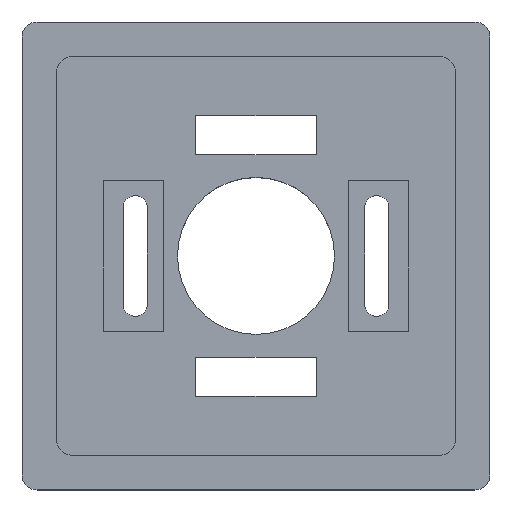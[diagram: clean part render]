
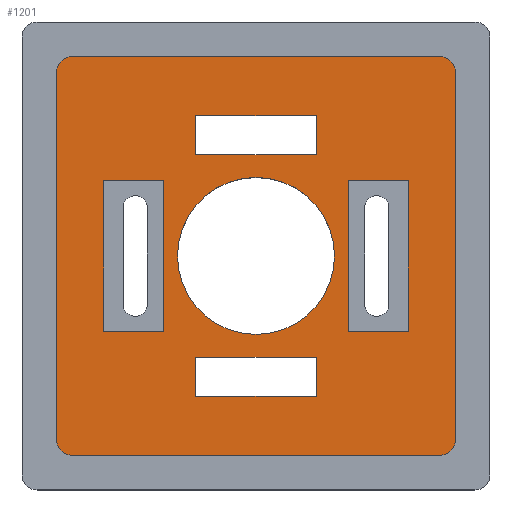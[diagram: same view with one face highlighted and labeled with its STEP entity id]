
A CAD part, top view. The second image highlights one B-rep face of the part: STEP entity #1201.
In plain terms, the highlighted planar face has unit normal (0, 0, 1).
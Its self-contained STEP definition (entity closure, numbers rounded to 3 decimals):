
#74=LINE('',#1796,#202);
#77=LINE('',#1802,#205);
#80=LINE('',#1808,#208);
#81=LINE('',#1810,#209);
#84=LINE('',#1816,#212);
#86=LINE('',#1820,#214);
#88=LINE('',#1824,#216);
#91=LINE('',#1830,#219);
#93=LINE('',#1834,#221);
#98=LINE('',#1845,#226);
#101=LINE('',#1851,#229);
#104=LINE('',#1857,#232);
#106=LINE('',#1860,#234);
#107=LINE('',#1862,#235);
#108=LINE('',#1864,#236);
#110=LINE('',#1867,#238);
#124=LINE('',#1914,#252);
#127=LINE('',#1922,#255);
#130=LINE('',#1930,#258);
#132=LINE('',#1936,#260);
#202=VECTOR('',#1436,1000.);
#205=VECTOR('',#1441,1000.);
#208=VECTOR('',#1446,1000.);
#209=VECTOR('',#1449,1000.);
#212=VECTOR('',#1454,1000.);
#214=VECTOR('',#1458,1000.);
#216=VECTOR('',#1462,1000.);
#219=VECTOR('',#1467,1000.);
#221=VECTOR('',#1471,1000.);
#226=VECTOR('',#1478,1000.);
#229=VECTOR('',#1483,1000.);
#232=VECTOR('',#1488,1000.);
#234=VECTOR('',#1492,1000.);
#235=VECTOR('',#1495,1000.);
#236=VECTOR('',#1498,1000.);
#238=VECTOR('',#1502,1000.);
#252=VECTOR('',#1544,1000.);
#255=VECTOR('',#1553,1000.);
#258=VECTOR('',#1562,1000.);
#260=VECTOR('',#1570,1000.);
#482=ORIENTED_EDGE('',*,*,#758,.T.);
#483=ORIENTED_EDGE('',*,*,#711,.F.);
#484=ORIENTED_EDGE('',*,*,#714,.F.);
#485=ORIENTED_EDGE('',*,*,#717,.F.);
#486=ORIENTED_EDGE('',*,*,#723,.F.);
#487=ORIENTED_EDGE('',*,*,#701,.F.);
#488=ORIENTED_EDGE('',*,*,#704,.F.);
#489=ORIENTED_EDGE('',*,*,#706,.F.);
#490=ORIENTED_EDGE('',*,*,#721,.F.);
#491=ORIENTED_EDGE('',*,*,#694,.F.);
#492=ORIENTED_EDGE('',*,*,#697,.F.);
#493=ORIENTED_EDGE('',*,*,#699,.F.);
#494=ORIENTED_EDGE('',*,*,#720,.F.);
#495=ORIENTED_EDGE('',*,*,#687,.F.);
#496=ORIENTED_EDGE('',*,*,#690,.F.);
#497=ORIENTED_EDGE('',*,*,#693,.F.);
#498=ORIENTED_EDGE('',*,*,#719,.F.);
#499=ORIENTED_EDGE('',*,*,#743,.T.);
#500=ORIENTED_EDGE('',*,*,#746,.T.);
#501=ORIENTED_EDGE('',*,*,#748,.T.);
#502=ORIENTED_EDGE('',*,*,#750,.T.);
#503=ORIENTED_EDGE('',*,*,#752,.T.);
#504=ORIENTED_EDGE('',*,*,#754,.T.);
#505=ORIENTED_EDGE('',*,*,#756,.T.);
#506=ORIENTED_EDGE('',*,*,#757,.T.);
#687=EDGE_CURVE('',#851,#849,#74,.T.);
#690=EDGE_CURVE('',#853,#851,#77,.T.);
#693=EDGE_CURVE('',#855,#853,#80,.T.);
#694=EDGE_CURVE('',#856,#857,#81,.T.);
#697=EDGE_CURVE('',#858,#856,#84,.T.);
#699=EDGE_CURVE('',#859,#858,#86,.T.);
#701=EDGE_CURVE('',#860,#861,#88,.T.);
#704=EDGE_CURVE('',#862,#860,#91,.T.);
#706=EDGE_CURVE('',#863,#862,#93,.T.);
#711=EDGE_CURVE('',#867,#865,#98,.T.);
#714=EDGE_CURVE('',#869,#867,#101,.T.);
#717=EDGE_CURVE('',#871,#869,#104,.T.);
#719=EDGE_CURVE('',#849,#855,#106,.T.);
#720=EDGE_CURVE('',#857,#859,#107,.T.);
#721=EDGE_CURVE('',#861,#863,#108,.T.);
#723=EDGE_CURVE('',#865,#871,#110,.T.);
#743=EDGE_CURVE('',#889,#888,#946,.T.);
#746=EDGE_CURVE('',#888,#890,#124,.T.);
#748=EDGE_CURVE('',#890,#891,#947,.T.);
#750=EDGE_CURVE('',#891,#892,#127,.T.);
#752=EDGE_CURVE('',#892,#893,#948,.T.);
#754=EDGE_CURVE('',#893,#894,#130,.T.);
#756=EDGE_CURVE('',#894,#895,#949,.T.);
#757=EDGE_CURVE('',#895,#889,#132,.T.);
#758=EDGE_CURVE('',#896,#896,#950,.T.);
#849=VERTEX_POINT('',#1791);
#851=VERTEX_POINT('',#1795);
#853=VERTEX_POINT('',#1801);
#855=VERTEX_POINT('',#1807);
#856=VERTEX_POINT('',#1811);
#857=VERTEX_POINT('',#1812);
#858=VERTEX_POINT('',#1817);
#859=VERTEX_POINT('',#1821);
#860=VERTEX_POINT('',#1825);
#861=VERTEX_POINT('',#1826);
#862=VERTEX_POINT('',#1831);
#863=VERTEX_POINT('',#1835);
#865=VERTEX_POINT('',#1840);
#867=VERTEX_POINT('',#1844);
#869=VERTEX_POINT('',#1850);
#871=VERTEX_POINT('',#1856);
#888=VERTEX_POINT('',#1907);
#889=VERTEX_POINT('',#1909);
#890=VERTEX_POINT('',#1913);
#891=VERTEX_POINT('',#1917);
#892=VERTEX_POINT('',#1921);
#893=VERTEX_POINT('',#1925);
#894=VERTEX_POINT('',#1929);
#895=VERTEX_POINT('',#1933);
#896=VERTEX_POINT('',#1939);
#946=CIRCLE('',#1296,0.5);
#947=CIRCLE('',#1299,0.5);
#948=CIRCLE('',#1302,0.5);
#949=CIRCLE('',#1305,0.5);
#950=CIRCLE('',#1308,2.6);
#1005=EDGE_LOOP('',(#482));
#1006=EDGE_LOOP('',(#483,#484,#485,#486));
#1007=EDGE_LOOP('',(#487,#488,#489,#490));
#1008=EDGE_LOOP('',(#491,#492,#493,#494));
#1009=EDGE_LOOP('',(#495,#496,#497,#498));
#1010=EDGE_LOOP('',(#499,#500,#501,#502,#503,#504,#505,#506));
#1085=FACE_BOUND('',#1005,.T.);
#1086=FACE_BOUND('',#1006,.T.);
#1087=FACE_BOUND('',#1007,.T.);
#1088=FACE_BOUND('',#1008,.T.);
#1089=FACE_BOUND('',#1009,.T.);
#1090=FACE_BOUND('',#1010,.T.);
#1150=PLANE('',#1307);
#1201=ADVANCED_FACE('',(#1085,#1086,#1087,#1088,#1089,#1090),#1150,.T.);
#1296=AXIS2_PLACEMENT_3D('',#1908,#1538,#1539);
#1299=AXIS2_PLACEMENT_3D('',#1918,#1548,#1549);
#1302=AXIS2_PLACEMENT_3D('',#1926,#1557,#1558);
#1305=AXIS2_PLACEMENT_3D('',#1934,#1566,#1567);
#1307=AXIS2_PLACEMENT_3D('',#1937,#1571,#1572);
#1308=AXIS2_PLACEMENT_3D('',#1938,#1573,#1574);
#1436=DIRECTION('',(0.,-1.,0.));
#1441=DIRECTION('',(-1.,0.,0.));
#1446=DIRECTION('',(0.,1.,0.));
#1449=DIRECTION('',(-1.,0.,0.));
#1454=DIRECTION('',(0.,1.,0.));
#1458=DIRECTION('',(1.,0.,0.));
#1462=DIRECTION('',(0.,-1.,0.));
#1467=DIRECTION('',(-1.,0.,0.));
#1471=DIRECTION('',(0.,1.,0.));
#1478=DIRECTION('',(0.,-1.,0.));
#1483=DIRECTION('',(-1.,0.,0.));
#1488=DIRECTION('',(0.,1.,0.));
#1492=DIRECTION('',(1.,0.,0.));
#1495=DIRECTION('',(0.,-1.,0.));
#1498=DIRECTION('',(1.,0.,0.));
#1502=DIRECTION('',(1.,0.,0.));
#1538=DIRECTION('',(0.,0.,1.));
#1539=DIRECTION('',(1.,0.,0.));
#1544=DIRECTION('',(0.,-1.,0.));
#1548=DIRECTION('',(0.,0.,1.));
#1549=DIRECTION('',(1.,0.,0.));
#1553=DIRECTION('',(1.,0.,0.));
#1557=DIRECTION('',(0.,0.,1.));
#1558=DIRECTION('',(1.,0.,0.));
#1562=DIRECTION('',(0.,1.,0.));
#1566=DIRECTION('',(0.,0.,1.));
#1567=DIRECTION('',(1.,0.,0.));
#1570=DIRECTION('',(-1.,0.,0.));
#1571=DIRECTION('',(0.,0.,1.));
#1572=DIRECTION('',(1.,0.,0.));
#1573=DIRECTION('',(0.,0.,-1.));
#1574=DIRECTION('',(-1.,0.,0.));
#1791=CARTESIAN_POINT('',(3.05,-2.5,0.5));
#1795=CARTESIAN_POINT('',(3.05,2.5,0.5));
#1796=CARTESIAN_POINT('',(3.05,2.5,0.5));
#1801=CARTESIAN_POINT('',(5.05,2.5,0.5));
#1802=CARTESIAN_POINT('',(5.05,2.5,0.5));
#1807=CARTESIAN_POINT('',(5.05,-2.5,0.5));
#1808=CARTESIAN_POINT('',(5.05,-2.5,0.5));
#1810=CARTESIAN_POINT('',(2.,4.65,0.5));
#1811=CARTESIAN_POINT('',(2.,4.65,0.5));
#1812=CARTESIAN_POINT('',(-2.,4.65,0.5));
#1816=CARTESIAN_POINT('',(2.,3.35,0.5));
#1817=CARTESIAN_POINT('',(2.,3.35,0.5));
#1820=CARTESIAN_POINT('',(-2.,3.35,0.5));
#1821=CARTESIAN_POINT('',(-2.,3.35,0.5));
#1824=CARTESIAN_POINT('',(-2.,-3.35,0.5));
#1825=CARTESIAN_POINT('',(-2.,-3.35,0.5));
#1826=CARTESIAN_POINT('',(-2.,-4.65,0.5));
#1830=CARTESIAN_POINT('',(2.,-3.35,0.5));
#1831=CARTESIAN_POINT('',(2.,-3.35,0.5));
#1834=CARTESIAN_POINT('',(2.,-4.65,0.5));
#1835=CARTESIAN_POINT('',(2.,-4.65,0.5));
#1840=CARTESIAN_POINT('',(-5.05,-2.5,0.5));
#1844=CARTESIAN_POINT('',(-5.05,2.5,0.5));
#1845=CARTESIAN_POINT('',(-5.05,2.5,0.5));
#1850=CARTESIAN_POINT('',(-3.05,2.5,0.5));
#1851=CARTESIAN_POINT('',(-3.05,2.5,0.5));
#1856=CARTESIAN_POINT('',(-3.05,-2.5,0.5));
#1857=CARTESIAN_POINT('',(-3.05,-2.5,0.5));
#1860=CARTESIAN_POINT('',(3.05,-2.5,0.5));
#1862=CARTESIAN_POINT('',(-2.,4.65,0.5));
#1864=CARTESIAN_POINT('',(-2.,-4.65,0.5));
#1867=CARTESIAN_POINT('',(-5.05,-2.5,0.5));
#1907=CARTESIAN_POINT('',(-6.6,6.1,0.5));
#1908=CARTESIAN_POINT('',(-6.1,6.1,0.5));
#1909=CARTESIAN_POINT('',(-6.1,6.6,0.5));
#1913=CARTESIAN_POINT('',(-6.6,-6.1,0.5));
#1914=CARTESIAN_POINT('',(-6.6,6.1,0.5));
#1917=CARTESIAN_POINT('',(-6.1,-6.6,0.5));
#1918=CARTESIAN_POINT('',(-6.1,-6.1,0.5));
#1921=CARTESIAN_POINT('',(6.1,-6.6,0.5));
#1922=CARTESIAN_POINT('',(-6.1,-6.6,0.5));
#1925=CARTESIAN_POINT('',(6.6,-6.1,0.5));
#1926=CARTESIAN_POINT('',(6.1,-6.1,0.5));
#1929=CARTESIAN_POINT('',(6.6,6.1,0.5));
#1930=CARTESIAN_POINT('',(6.6,-6.1,0.5));
#1933=CARTESIAN_POINT('',(6.1,6.6,0.5));
#1934=CARTESIAN_POINT('',(6.1,6.1,0.5));
#1936=CARTESIAN_POINT('',(6.1,6.6,0.5));
#1937=CARTESIAN_POINT('',(-6.1,6.1,0.5));
#1938=CARTESIAN_POINT('',(0.,0.,0.5));
#1939=CARTESIAN_POINT('',(-2.6,0.,0.5));
